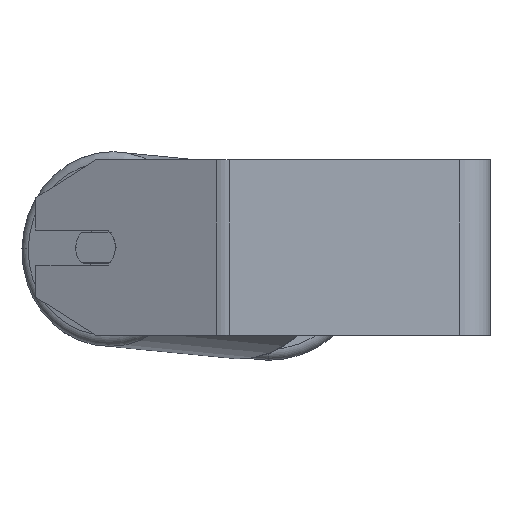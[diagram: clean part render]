
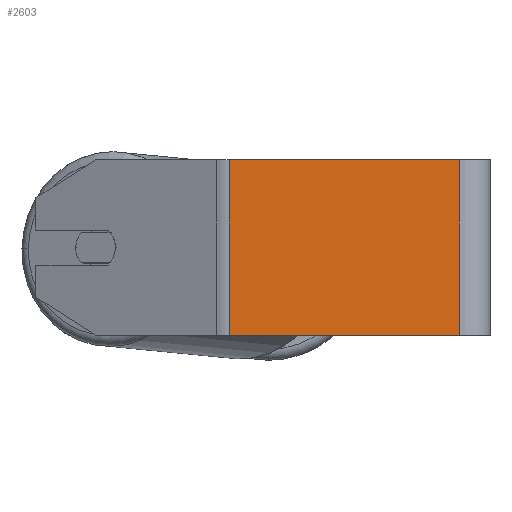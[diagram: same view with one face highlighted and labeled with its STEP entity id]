
A CAD part, left-side view. The second image highlights one B-rep face of the part: STEP entity #2603.
In plain terms, the highlighted planar face has unit normal (-1, 0, 0).
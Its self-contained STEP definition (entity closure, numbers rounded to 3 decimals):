
#39 = VECTOR ( 'NONE', #2381, 1000. ) ;
#253 = CARTESIAN_POINT ( 'NONE',  ( -285., 119.046, -40. ) ) ;
#393 = LINE ( 'NONE', #476, #39 ) ;
#476 = CARTESIAN_POINT ( 'NONE',  ( -285., 119.046, 40. ) ) ;
#597 = DIRECTION ( 'NONE',  ( 0., 0., -1. ) ) ;
#604 = DIRECTION ( 'NONE',  ( 0., -1., 0. ) ) ;
#638 = VECTOR ( 'NONE', #604, 1000. ) ;
#699 = AXIS2_PLACEMENT_3D ( 'NONE', #2519, #6955, #6314 ) ;
#1243 = ORIENTED_EDGE ( 'NONE', *, *, #1405, .F. ) ;
#1308 = CARTESIAN_POINT ( 'NONE',  ( -285., 119.046, 40. ) ) ;
#1405 = EDGE_CURVE ( 'NONE', #5089, #2723, #1789, .T. ) ;
#1621 = EDGE_LOOP ( 'NONE', ( #2595, #1243, #2990, #4408 ) ) ;
#1627 = VECTOR ( 'NONE', #597, 1000. ) ;
#1789 = LINE ( 'NONE', #7106, #1627 ) ;
#1829 = VECTOR ( 'NONE', #3991, 1000. ) ;
#1844 = FACE_OUTER_BOUND ( 'NONE', #1621, .T. ) ;
#2001 = CARTESIAN_POINT ( 'NONE',  ( -285., 122.15, 40. ) ) ;
#2381 = DIRECTION ( 'NONE',  ( 0., 0., -1. ) ) ;
#2519 = CARTESIAN_POINT ( 'NONE',  ( -285., 122.15, 40. ) ) ;
#2595 = ORIENTED_EDGE ( 'NONE', *, *, #7551, .T. ) ;
#2603 = ADVANCED_FACE ( 'NONE', ( #1844 ), #5761, .F. ) ;
#2611 = VERTEX_POINT ( 'NONE', #253 ) ;
#2723 = VERTEX_POINT ( 'NONE', #3201 ) ;
#2990 = ORIENTED_EDGE ( 'NONE', *, *, #5260, .F. ) ;
#3201 = CARTESIAN_POINT ( 'NONE',  ( -285., 14., -40. ) ) ;
#3826 = LINE ( 'NONE', #2001, #1829 ) ;
#3991 = DIRECTION ( 'NONE',  ( 0., -1., 0. ) ) ;
#4197 = EDGE_CURVE ( 'NONE', #4315, #2611, #393, .T. ) ;
#4213 = CARTESIAN_POINT ( 'NONE',  ( -285., 14., 40. ) ) ;
#4315 = VERTEX_POINT ( 'NONE', #1308 ) ;
#4408 = ORIENTED_EDGE ( 'NONE', *, *, #4197, .T. ) ;
#5089 = VERTEX_POINT ( 'NONE', #4213 ) ;
#5260 = EDGE_CURVE ( 'NONE', #4315, #5089, #3826, .T. ) ;
#5276 = CARTESIAN_POINT ( 'NONE',  ( -285., 122.15, -40. ) ) ;
#5626 = LINE ( 'NONE', #5276, #638 ) ;
#5761 = PLANE ( 'NONE',  #699 ) ;
#6314 = DIRECTION ( 'NONE',  ( 0., 0., -1. ) ) ;
#6955 = DIRECTION ( 'NONE',  ( 1., 0., 0. ) ) ;
#7106 = CARTESIAN_POINT ( 'NONE',  ( -285., 14., 40. ) ) ;
#7551 = EDGE_CURVE ( 'NONE', #2611, #2723, #5626, .T. ) ;
